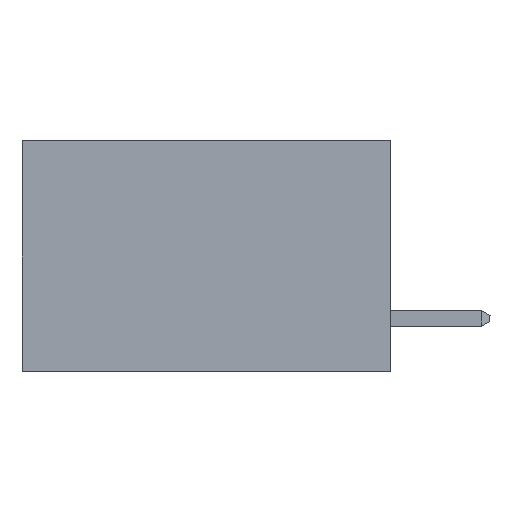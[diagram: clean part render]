
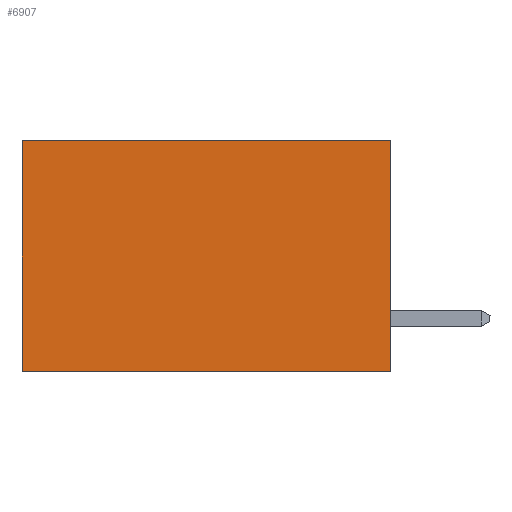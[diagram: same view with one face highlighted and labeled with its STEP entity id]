
A CAD part, left-side view. The second image highlights one B-rep face of the part: STEP entity #6907.
In plain terms, the highlighted planar face has unit normal (-1, 0, 0).
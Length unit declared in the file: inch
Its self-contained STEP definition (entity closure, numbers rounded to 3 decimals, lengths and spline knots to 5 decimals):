
#370 = AXIS2_PLACEMENT_3D ( 'NONE', #1735, #1580, #1568 ) ;
#429 = DIRECTION ( 'NONE',  ( 0., 1., 0. ) ) ;
#585 = VECTOR ( 'NONE', #939, 39.37008 ) ;
#618 = LINE ( 'NONE', #2941, #2693 ) ;
#939 = DIRECTION ( 'NONE',  ( 0., 0., -1. ) ) ;
#1139 = LINE ( 'NONE', #6931, #2720 ) ;
#1369 = ORIENTED_EDGE ( 'NONE', *, *, #3884, .F. ) ;
#1568 = DIRECTION ( 'NONE',  ( 0., 0., -1. ) ) ;
#1580 = DIRECTION ( 'NONE',  ( 1., 0., 0. ) ) ;
#1598 = PLANE ( 'NONE',  #370 ) ;
#1605 = LINE ( 'NONE', #7208, #6515 ) ;
#1735 = CARTESIAN_POINT ( 'NONE',  ( 0.277, 0., -0.37 ) ) ;
#2000 = ORIENTED_EDGE ( 'NONE', *, *, #8358, .T. ) ;
#2233 = CARTESIAN_POINT ( 'NONE',  ( 0.277, 0., -0.37 ) ) ;
#2579 = VERTEX_POINT ( 'NONE', #5379 ) ;
#2693 = VECTOR ( 'NONE', #2958, 39.37008 ) ;
#2708 = VERTEX_POINT ( 'NONE', #5866 ) ;
#2720 = VECTOR ( 'NONE', #429, 39.37008 ) ;
#2941 = CARTESIAN_POINT ( 'NONE',  ( 0.277, 0., -0.37 ) ) ;
#2958 = DIRECTION ( 'NONE',  ( 0., 1., 0. ) ) ;
#3621 = EDGE_LOOP ( 'NONE', ( #7584, #1369, #4871, #2000 ) ) ;
#3648 = VERTEX_POINT ( 'NONE', #7748 ) ;
#3681 = EDGE_CURVE ( 'NONE', #2708, #6791, #1605, .T. ) ;
#3884 = EDGE_CURVE ( 'NONE', #6791, #2579, #618, .T. ) ;
#4871 = ORIENTED_EDGE ( 'NONE', *, *, #3681, .F. ) ;
#5379 = CARTESIAN_POINT ( 'NONE',  ( 0.277, 0.59, -0.37 ) ) ;
#5624 = EDGE_CURVE ( 'NONE', #3648, #2579, #7712, .T. ) ;
#5866 = CARTESIAN_POINT ( 'NONE',  ( 0.277, 0., 0. ) ) ;
#5909 = FACE_OUTER_BOUND ( 'NONE', #3621, .T. ) ;
#6515 = VECTOR ( 'NONE', #7198, 39.37008 ) ;
#6791 = VERTEX_POINT ( 'NONE', #2233 ) ;
#6907 = ADVANCED_FACE ( 'NONE', ( #5909 ), #1598, .F. ) ;
#6931 = CARTESIAN_POINT ( 'NONE',  ( 0.277, 0., 0. ) ) ;
#7198 = DIRECTION ( 'NONE',  ( 0., 0., -1. ) ) ;
#7208 = CARTESIAN_POINT ( 'NONE',  ( 0.277, 0., -0.37 ) ) ;
#7584 = ORIENTED_EDGE ( 'NONE', *, *, #5624, .T. ) ;
#7712 = LINE ( 'NONE', #7730, #585 ) ;
#7730 = CARTESIAN_POINT ( 'NONE',  ( 0.277, 0.59, -0.37 ) ) ;
#7748 = CARTESIAN_POINT ( 'NONE',  ( 0.277, 0.59, 0. ) ) ;
#8358 = EDGE_CURVE ( 'NONE', #2708, #3648, #1139, .T. ) ;
